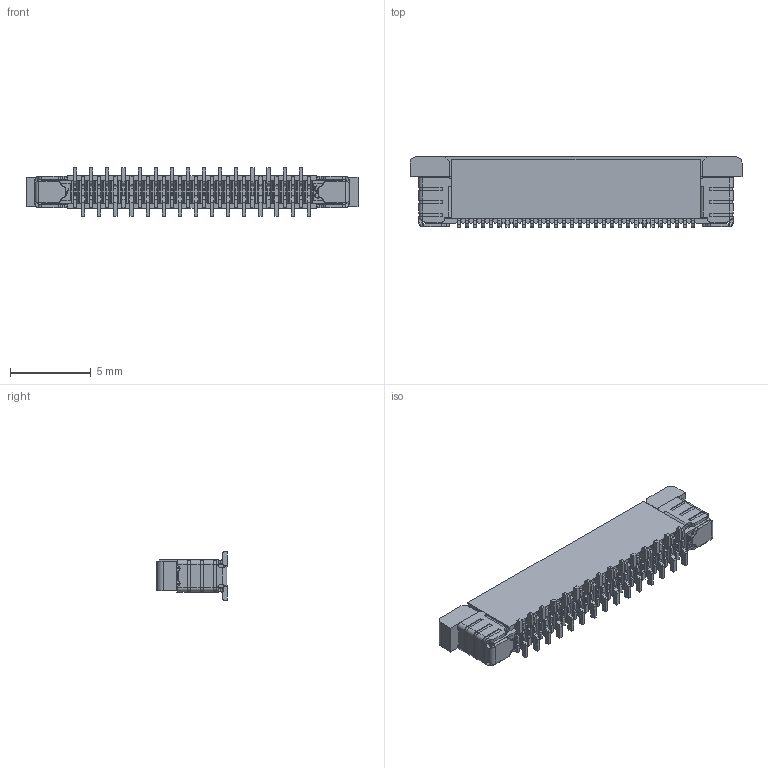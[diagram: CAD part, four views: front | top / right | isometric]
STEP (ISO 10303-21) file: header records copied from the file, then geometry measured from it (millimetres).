
FILE_DESCRIPTION((''),'2;1');
FILE_NAME('40519W00-30PN','2018-08-23T',('fpczeng'),(''),'PRO/ENGINEER BY PARAMETRIC TECHNOLOGY CORPORATION, 2010280','PRO/ENGINEER BY PARAMETRIC TECHNOLOGY CORPORATION, 2010280','');
FILE_SCHEMA(('CONFIG_CONTROL_DESIGN'));
Products named in the file (1): 40519W00-30PN
Bounding box: 20.6 x 4.38 x 3 mm (x, y, z)
Surface area: 872.5 mm2 (no closed solid volume)
Topology: 0 solids, 1 shells, 2935 faces, 9129 edges, 5948 vertices
Faces by surface type: plane 1859, cylinder 1060, bspline 16
Entity records: 102380 total; most frequent: CARTESIAN_POINT 18937, ORIENTED_EDGE 18190, DIRECTION 17109, EDGE_CURVE 9129, VECTOR 6787, LINE 6787, VERTEX_POINT 5948, AXIS2_PLACEMENT_3D 5161
